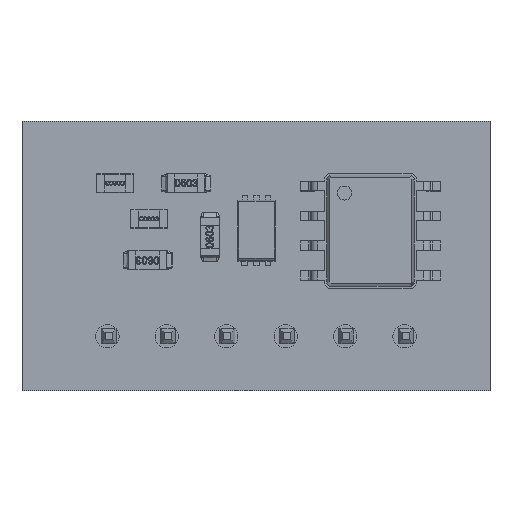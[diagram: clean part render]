
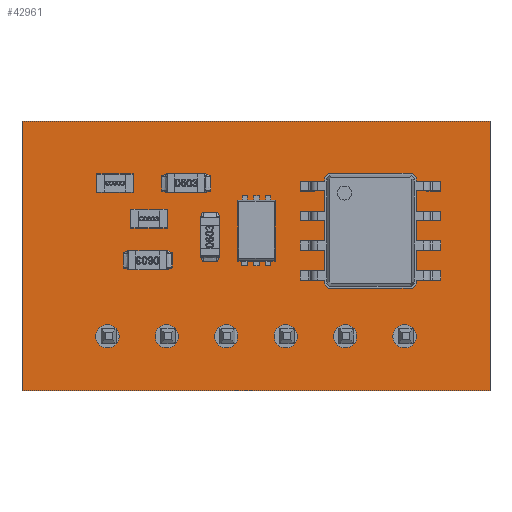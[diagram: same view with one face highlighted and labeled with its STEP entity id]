
A CAD part, top view. The second image highlights one B-rep face of the part: STEP entity #42961.
In plain terms, the highlighted planar face has unit normal (0, 0, 1).
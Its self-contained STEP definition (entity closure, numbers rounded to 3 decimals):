
#42772 = VERTEX_POINT('',#42773);
#42773 = CARTESIAN_POINT('',(20.,0.,1.6));
#42779 = EDGE_CURVE('',#42772,#42780,#42782,.T.);
#42780 = VERTEX_POINT('',#42781);
#42781 = CARTESIAN_POINT('',(0.,0.,1.6));
#42782 = LINE('',#42783,#42784);
#42783 = CARTESIAN_POINT('',(20.,0.,1.6));
#42784 = VECTOR('',#42785,1.);
#42785 = DIRECTION('',(-1.,0.,0.));
#42812 = VERTEX_POINT('',#42813);
#42813 = CARTESIAN_POINT('',(20.,11.5,1.6));
#42819 = EDGE_CURVE('',#42812,#42772,#42820,.T.);
#42820 = LINE('',#42821,#42822);
#42821 = CARTESIAN_POINT('',(20.,11.5,1.6));
#42822 = VECTOR('',#42823,1.);
#42823 = DIRECTION('',(0.,-1.,0.));
#42841 = EDGE_CURVE('',#42780,#42842,#42844,.T.);
#42842 = VERTEX_POINT('',#42843);
#42843 = CARTESIAN_POINT('',(0.,11.5,1.6));
#42844 = LINE('',#42845,#42846);
#42845 = CARTESIAN_POINT('',(0.,0.,1.6));
#42846 = VECTOR('',#42847,1.);
#42847 = DIRECTION('',(0.,1.,0.));
#42961 = ADVANCED_FACE('',(#42962,#42973,#42984,#42995,#43006,#43017,
    #43028,#43039),#43050,.F.);
#42962 = FACE_BOUND('',#42963,.F.);
#42963 = EDGE_LOOP('',(#42964,#42965,#42966,#42972));
#42964 = ORIENTED_EDGE('',*,*,#42779,.T.);
#42965 = ORIENTED_EDGE('',*,*,#42841,.T.);
#42966 = ORIENTED_EDGE('',*,*,#42967,.T.);
#42967 = EDGE_CURVE('',#42842,#42812,#42968,.T.);
#42968 = LINE('',#42969,#42970);
#42969 = CARTESIAN_POINT('',(0.,11.5,1.6));
#42970 = VECTOR('',#42971,1.);
#42971 = DIRECTION('',(1.,0.,0.));
#42972 = ORIENTED_EDGE('',*,*,#42819,.T.);
#42973 = FACE_BOUND('',#42974,.F.);
#42974 = EDGE_LOOP('',(#42975));
#42975 = ORIENTED_EDGE('',*,*,#42976,.F.);
#42976 = EDGE_CURVE('',#42977,#42977,#42979,.T.);
#42977 = VERTEX_POINT('',#42978);
#42978 = CARTESIAN_POINT('',(16.349,1.819,1.6));
#42979 = CIRCLE('',#42980,0.5);
#42980 = AXIS2_PLACEMENT_3D('',#42981,#42982,#42983);
#42981 = CARTESIAN_POINT('',(16.349,2.319,1.6));
#42982 = DIRECTION('',(-0.,0.,-1.));
#42983 = DIRECTION('',(-0.,-1.,0.));
#42984 = FACE_BOUND('',#42985,.F.);
#42985 = EDGE_LOOP('',(#42986));
#42986 = ORIENTED_EDGE('',*,*,#42987,.F.);
#42987 = EDGE_CURVE('',#42988,#42988,#42990,.T.);
#42988 = VERTEX_POINT('',#42989);
#42989 = CARTESIAN_POINT('',(13.809,1.819,1.6));
#42990 = CIRCLE('',#42991,0.5);
#42991 = AXIS2_PLACEMENT_3D('',#42992,#42993,#42994);
#42992 = CARTESIAN_POINT('',(13.809,2.319,1.6));
#42993 = DIRECTION('',(-0.,0.,-1.));
#42994 = DIRECTION('',(-0.,-1.,0.));
#42995 = FACE_BOUND('',#42996,.F.);
#42996 = EDGE_LOOP('',(#42997));
#42997 = ORIENTED_EDGE('',*,*,#42998,.F.);
#42998 = EDGE_CURVE('',#42999,#42999,#43001,.T.);
#42999 = VERTEX_POINT('',#43000);
#43000 = CARTESIAN_POINT('',(11.269,1.819,1.6));
#43001 = CIRCLE('',#43002,0.5);
#43002 = AXIS2_PLACEMENT_3D('',#43003,#43004,#43005);
#43003 = CARTESIAN_POINT('',(11.269,2.319,1.6));
#43004 = DIRECTION('',(-0.,0.,-1.));
#43005 = DIRECTION('',(-0.,-1.,0.));
#43006 = FACE_BOUND('',#43007,.F.);
#43007 = EDGE_LOOP('',(#43008));
#43008 = ORIENTED_EDGE('',*,*,#43009,.F.);
#43009 = EDGE_CURVE('',#43010,#43010,#43012,.T.);
#43010 = VERTEX_POINT('',#43011);
#43011 = CARTESIAN_POINT('',(8.729,1.819,1.6));
#43012 = CIRCLE('',#43013,0.5);
#43013 = AXIS2_PLACEMENT_3D('',#43014,#43015,#43016);
#43014 = CARTESIAN_POINT('',(8.729,2.319,1.6));
#43015 = DIRECTION('',(-0.,0.,-1.));
#43016 = DIRECTION('',(-0.,-1.,0.));
#43017 = FACE_BOUND('',#43018,.F.);
#43018 = EDGE_LOOP('',(#43019));
#43019 = ORIENTED_EDGE('',*,*,#43020,.F.);
#43020 = EDGE_CURVE('',#43021,#43021,#43023,.T.);
#43021 = VERTEX_POINT('',#43022);
#43022 = CARTESIAN_POINT('',(6.189,1.819,1.6));
#43023 = CIRCLE('',#43024,0.5);
#43024 = AXIS2_PLACEMENT_3D('',#43025,#43026,#43027);
#43025 = CARTESIAN_POINT('',(6.189,2.319,1.6));
#43026 = DIRECTION('',(-0.,0.,-1.));
#43027 = DIRECTION('',(-0.,-1.,0.));
#43028 = FACE_BOUND('',#43029,.F.);
#43029 = EDGE_LOOP('',(#43030));
#43030 = ORIENTED_EDGE('',*,*,#43031,.F.);
#43031 = EDGE_CURVE('',#43032,#43032,#43034,.T.);
#43032 = VERTEX_POINT('',#43033);
#43033 = CARTESIAN_POINT('',(3.649,1.819,1.6));
#43034 = CIRCLE('',#43035,0.5);
#43035 = AXIS2_PLACEMENT_3D('',#43036,#43037,#43038);
#43036 = CARTESIAN_POINT('',(3.649,2.319,1.6));
#43037 = DIRECTION('',(-0.,0.,-1.));
#43038 = DIRECTION('',(0.,-1.,0.));
#43039 = FACE_BOUND('',#43040,.F.);
#43040 = EDGE_LOOP('',(#43041));
#43041 = ORIENTED_EDGE('',*,*,#43042,.F.);
#43042 = EDGE_CURVE('',#43043,#43043,#43045,.T.);
#43043 = VERTEX_POINT('',#43044);
#43044 = CARTESIAN_POINT('',(10.066,7.415,1.6));
#43045 = CIRCLE('',#43046,0.175);
#43046 = AXIS2_PLACEMENT_3D('',#43047,#43048,#43049);
#43047 = CARTESIAN_POINT('',(10.066,7.59,1.6));
#43048 = DIRECTION('',(-0.,0.,-1.));
#43049 = DIRECTION('',(0.,-1.,-0.));
#43050 = PLANE('',#43051);
#43051 = AXIS2_PLACEMENT_3D('',#43052,#43053,#43054);
#43052 = CARTESIAN_POINT('',(10.,5.75,1.6));
#43053 = DIRECTION('',(-0.,-0.,-1.));
#43054 = DIRECTION('',(-1.,0.,0.));
